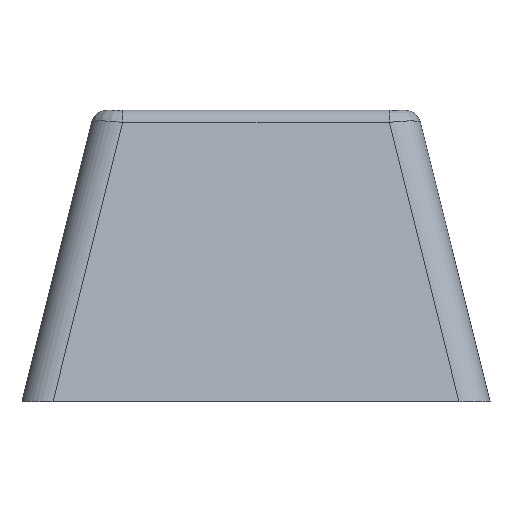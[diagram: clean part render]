
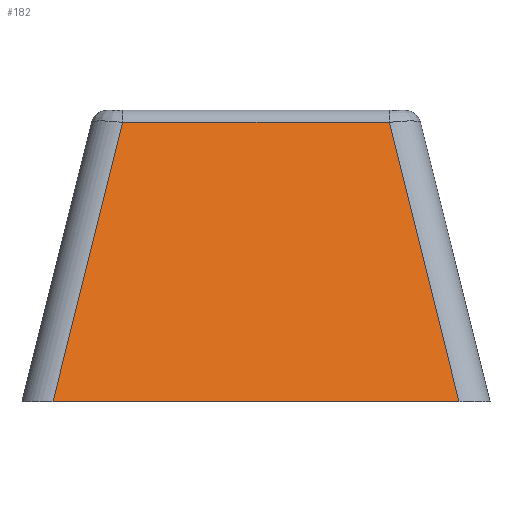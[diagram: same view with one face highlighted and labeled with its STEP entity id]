
A CAD part, front view. The second image highlights one B-rep face of the part: STEP entity #182.
In plain terms, the highlighted planar face has unit normal (0, -0.97, 0.241).
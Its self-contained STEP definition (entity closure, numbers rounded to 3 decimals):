
#143=CARTESIAN_POINT('',(0.,-46.041,2.145));
#144=DIRECTION('',(0.,-0.97,0.242));
#145=DIRECTION('',(0.,-0.242,-0.97));
#146=AXIS2_PLACEMENT_3D('',#143,#144,#145);
#147=PLANE('',#146);
#148=CARTESIAN_POINT('',(5.217,-43.855,10.926));
#149=VERTEX_POINT('',#148);
#150=CARTESIAN_POINT('',(-5.218,-43.855,10.926));
#151=VERTEX_POINT('',#150);
#152=CARTESIAN_POINT('',(5.217,-43.855,10.926));
#153=DIRECTION('',(-1.,-0.,-0.));
#154=VECTOR('',#153,10.435);
#155=LINE('',#152,#154);
#156=EDGE_CURVE('',#149,#151,#155,.T.);
#157=ORIENTED_EDGE('',*,*,#156,.T.);
#158=CARTESIAN_POINT('',(-7.937,-46.575,0.));
#159=VERTEX_POINT('',#158);
#160=CARTESIAN_POINT('',(-5.218,-43.855,10.926));
#161=DIRECTION('',(-0.235,-0.235,-0.943));
#162=VECTOR('',#161,11.583);
#163=LINE('',#160,#162);
#164=EDGE_CURVE('',#151,#159,#163,.T.);
#165=ORIENTED_EDGE('',*,*,#164,.T.);
#166=CARTESIAN_POINT('',(7.937,-46.575,0.));
#167=VERTEX_POINT('',#166);
#168=CARTESIAN_POINT('',(-7.937,-46.575,0.));
#169=DIRECTION('',(1.,0.,-0.));
#170=VECTOR('',#169,15.874);
#171=LINE('',#168,#170);
#172=EDGE_CURVE('',#159,#167,#171,.T.);
#173=ORIENTED_EDGE('',*,*,#172,.T.);
#174=CARTESIAN_POINT('',(7.937,-46.575,0.));
#175=DIRECTION('',(-0.235,0.235,0.943));
#176=VECTOR('',#175,11.583);
#177=LINE('',#174,#176);
#178=EDGE_CURVE('',#167,#149,#177,.T.);
#179=ORIENTED_EDGE('',*,*,#178,.T.);
#180=EDGE_LOOP('',(#157,#165,#173,#179));
#181=FACE_BOUND('',#180,.T.);
#182=ADVANCED_FACE('',(#181),#147,.T.);
